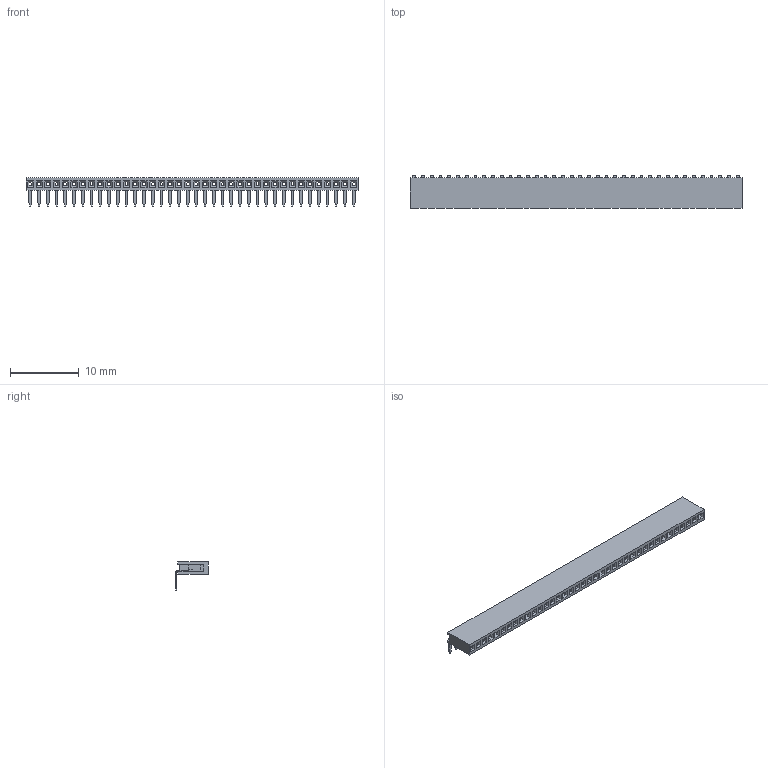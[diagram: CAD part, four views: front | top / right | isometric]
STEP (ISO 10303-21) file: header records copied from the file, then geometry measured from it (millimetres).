
FILE_DESCRIPTION(('STEP AP214'), '1');
FILE_NAME('PBS1.27-R', '', ('UNSPECIFIED'), ('UNSPECIFIED'), 'ASCON STEP Converter 1.6', 'ASCON Math Kernel', '');
FILE_SCHEMA(('AUTOMOTIVE_DESIGN { 1 0 10303 214 3 1 1}'));
Length unit declared in the file: millimetre
Bounding box: 48.26 x 4.7 x 4.1 mm (x, y, z)
Volume: 274.6 mm3; surface area: 1925.4 mm2
Topology: 39 solids, 39 shells, 2252 faces, 6066 edges, 3892 vertices
Faces by surface type: plane 1910, cylinder 342
Entity records: 87542 total; most frequent: CARTESIAN_POINT 12211, ORIENTED_EDGE 12132, DIRECTION 11256, EDGE_CURVE 6066, LINE 5382, VECTOR 5382, VERTEX_POINT 3892, AXIS2_PLACEMENT_3D 2937
